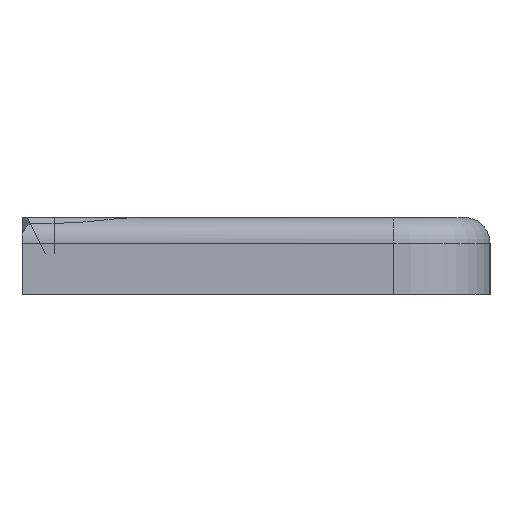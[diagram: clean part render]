
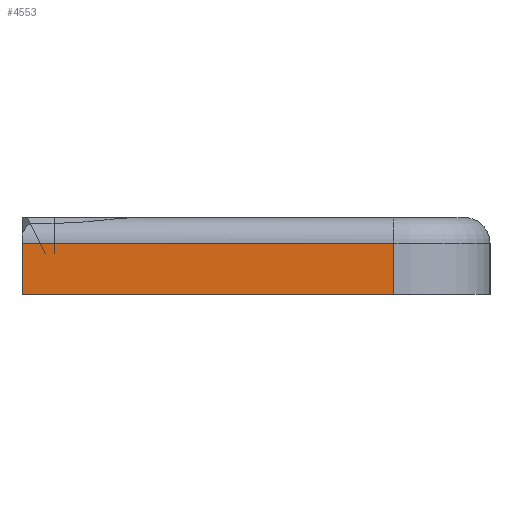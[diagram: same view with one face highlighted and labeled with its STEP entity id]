
A CAD part, left-side view. The second image highlights one B-rep face of the part: STEP entity #4553.
In plain terms, the highlighted planar face has unit normal (-1, 0, 0).
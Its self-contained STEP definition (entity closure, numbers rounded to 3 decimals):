
#176=PLANE('',#4998);
#576=LINE('',#7489,#1048);
#601=LINE('',#7566,#1073);
#602=LINE('',#7570,#1074);
#603=LINE('',#7571,#1075);
#1048=VECTOR('',#6147,10.);
#1073=VECTOR('',#6210,10.);
#1074=VECTOR('',#6215,10.);
#1075=VECTOR('',#6216,10.);
#1425=FACE_OUTER_BOUND('',#1689,.T.);
#1689=EDGE_LOOP('',(#4083,#4084,#4085,#4086));
#2253=VERTEX_POINT('',#7481);
#2255=VERTEX_POINT('',#7487);
#2280=VERTEX_POINT('',#7565);
#2281=VERTEX_POINT('',#7569);
#2861=EDGE_CURVE('',#2255,#2253,#576,.T.);
#2896=EDGE_CURVE('',#2280,#2253,#601,.T.);
#2898=EDGE_CURVE('',#2281,#2255,#602,.T.);
#2899=EDGE_CURVE('',#2280,#2281,#603,.T.);
#4083=ORIENTED_EDGE('',*,*,#2861,.F.);
#4084=ORIENTED_EDGE('',*,*,#2898,.F.);
#4085=ORIENTED_EDGE('',*,*,#2899,.F.);
#4086=ORIENTED_EDGE('',*,*,#2896,.T.);
#4553=ADVANCED_FACE('',(#1425),#176,.F.);
#4998=AXIS2_PLACEMENT_3D('',#7568,#6213,#6214);
#6147=DIRECTION('',(0.,-1.,0.));
#6210=DIRECTION('',(0.,0.,1.));
#6213=DIRECTION('center_axis',(1.,0.,0.));
#6214=DIRECTION('ref_axis',(0.,1.,0.));
#6215=DIRECTION('',(0.,0.,1.));
#6216=DIRECTION('',(0.,1.,0.));
#7481=CARTESIAN_POINT('',(-480.,-29.,4.));
#7487=CARTESIAN_POINT('',(-480.,0.,4.));
#7489=CARTESIAN_POINT('',(-480.,-23.625,4.));
#7565=CARTESIAN_POINT('',(-480.,-29.,0.));
#7566=CARTESIAN_POINT('',(-480.,-29.,0.));
#7568=CARTESIAN_POINT('Origin',(-480.,-29.,0.));
#7569=CARTESIAN_POINT('',(-480.,0.,0.));
#7570=CARTESIAN_POINT('',(-480.,0.,0.));
#7571=CARTESIAN_POINT('',(-480.,-29.,0.));
